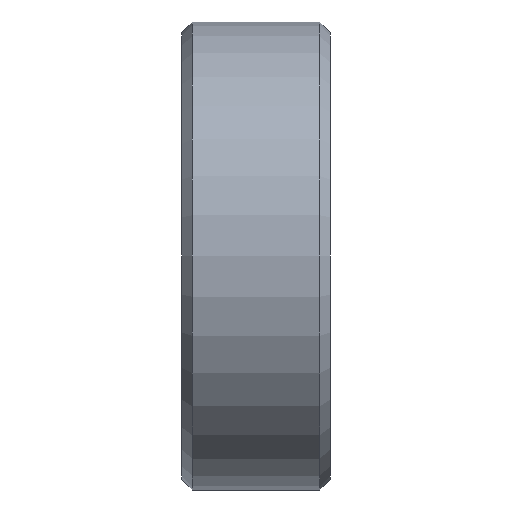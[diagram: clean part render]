
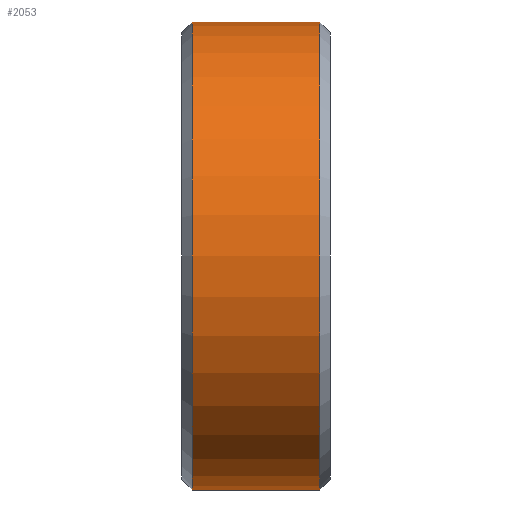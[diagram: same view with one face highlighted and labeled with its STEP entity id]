
A CAD part, front view. The second image highlights one B-rep face of the part: STEP entity #2053.
In plain terms, the highlighted cylindrical face has radius 11 mm (diameter 22 mm), a full revolution.
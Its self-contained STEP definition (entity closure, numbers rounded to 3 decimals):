
#223=LINE('',#3090,#261);
#261=VECTOR('',#2499,11.);
#299=CYLINDRICAL_SURFACE('',#2203,11.);
#437=FACE_OUTER_BOUND('',#551,.T.);
#551=EDGE_LOOP('',(#1408,#1409,#1410,#1411));
#697=CIRCLE('',#2204,11.);
#698=CIRCLE('',#2205,11.);
#866=VERTEX_POINT('',#3087);
#867=VERTEX_POINT('',#3089);
#1089=EDGE_CURVE('',#866,#866,#697,.T.);
#1090=EDGE_CURVE('',#866,#867,#223,.T.);
#1091=EDGE_CURVE('',#867,#867,#698,.T.);
#1408=ORIENTED_EDGE('',*,*,#1089,.F.);
#1409=ORIENTED_EDGE('',*,*,#1090,.T.);
#1410=ORIENTED_EDGE('',*,*,#1091,.T.);
#1411=ORIENTED_EDGE('',*,*,#1090,.F.);
#2053=ADVANCED_FACE('',(#437),#299,.T.);
#2203=AXIS2_PLACEMENT_3D('',#3086,#2495,#2496);
#2204=AXIS2_PLACEMENT_3D('',#3088,#2497,#2498);
#2205=AXIS2_PLACEMENT_3D('',#3091,#2500,#2501);
#2495=DIRECTION('center_axis',(1.,0.,0.));
#2496=DIRECTION('ref_axis',(0.,1.,0.));
#2497=DIRECTION('center_axis',(1.,0.,0.));
#2498=DIRECTION('ref_axis',(0.,0.,-1.));
#2499=DIRECTION('',(-1.,0.,0.));
#2500=DIRECTION('center_axis',(1.,0.,0.));
#2501=DIRECTION('ref_axis',(0.,0.,-1.));
#3086=CARTESIAN_POINT('Origin',(0.,0.,
0.));
#3087=CARTESIAN_POINT('',(3.,-11.,0.));
#3088=CARTESIAN_POINT('Origin',(3.,0.,0.));
#3089=CARTESIAN_POINT('',(-3.,-11.,0.));
#3090=CARTESIAN_POINT('',(0.,-11.,0.));
#3091=CARTESIAN_POINT('Origin',(-3.,0.,
0.));
